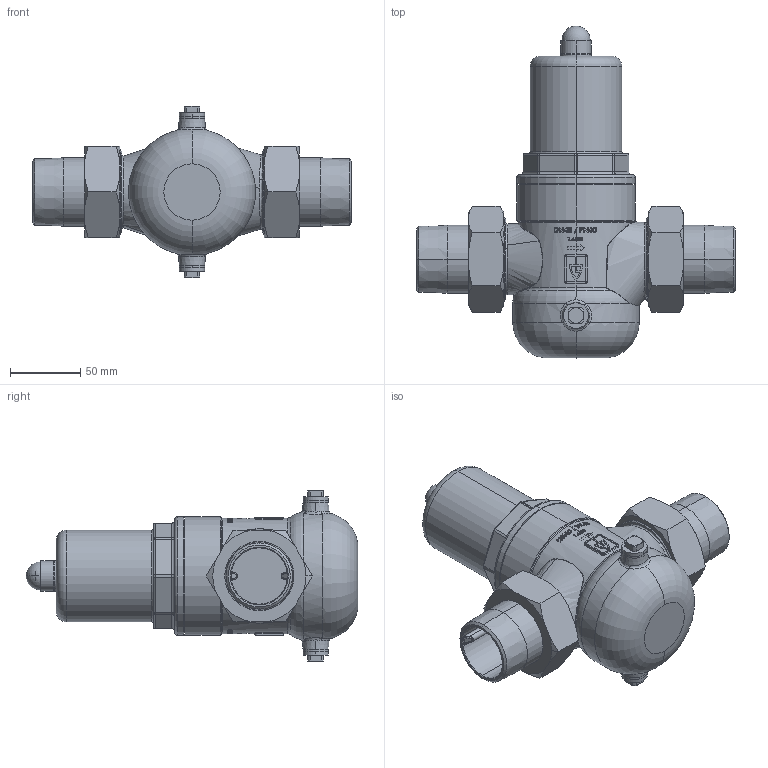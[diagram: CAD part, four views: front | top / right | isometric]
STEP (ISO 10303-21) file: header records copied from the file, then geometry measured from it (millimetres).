
FILE_DESCRIPTION (( 'STEP AP214' ), '1' );
FILE_NAME ('481 HP 1 1-2 Dummy.STEP', '2010-08-09T06:21:16', ( '' ), ( '' ), 'SwSTEP 2.0', 'SolidWorks 2010', '' );
FILE_SCHEMA (( 'AUTOMOTIVE_DESIGN' ));
Length unit declared in the file: millimetre
Products named in the file (1): 481 HP 1 1-2 Dummy
Bounding box: 226 x 235.5 x 121.4 mm (x, y, z)
Volume: 481811.9 mm3; surface area: 205624.4 mm2
Topology: 11 solids, 11 shells, 1092 faces, 2709 edges, 1688 vertices
Faces by surface type: plane 371, cylinder 255, bspline 251, cone 127, torus 80, sphere 8
Entity records: 62081 total; most frequent: CARTESIAN_POINT 25868, ORIENTED_EDGE 5356, DIRECTION 4490, EDGE_CURVE 2678, AXIS2_PLACEMENT_3D 1727, VERTEX_POINT 1685, EDGE_LOOP 1193, UNCERTAINTY_MEASURE_WITH_UNIT 1105
